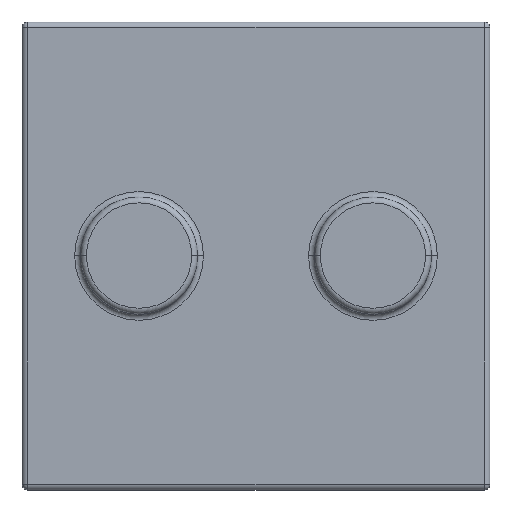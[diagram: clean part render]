
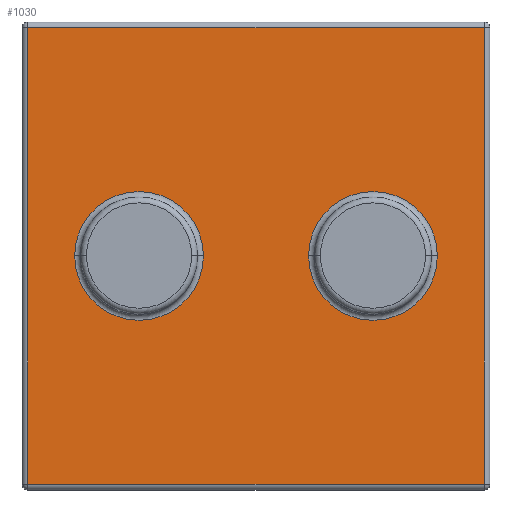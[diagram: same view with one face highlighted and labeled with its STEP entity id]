
A CAD part, top view. The second image highlights one B-rep face of the part: STEP entity #1030.
In plain terms, the highlighted planar face has unit normal (0, 0, 1).
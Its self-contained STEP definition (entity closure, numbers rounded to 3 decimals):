
#5 = VERTEX_POINT ( 'NONE', #466 ) ;
#19 = DIRECTION ( 'NONE',  ( 1., 0., 0. ) ) ;
#30 = PLANE ( 'NONE',  #75 ) ;
#49 = DIRECTION ( 'NONE',  ( 1., 0., 0. ) ) ;
#51 = EDGE_CURVE ( 'NONE', #692, #966, #834, .T. ) ;
#66 = CARTESIAN_POINT ( 'NONE',  ( 310., 0., 100. ) ) ;
#75 = AXIS2_PLACEMENT_3D ( 'NONE', #1306, #821, #384 ) ;
#77 = ORIENTED_EDGE ( 'NONE', *, *, #250, .T. ) ;
#101 = EDGE_CURVE ( 'NONE', #261, #268, #382, .T. ) ;
#107 = VECTOR ( 'NONE', #1101, 1000. ) ;
#169 = ORIENTED_EDGE ( 'NONE', *, *, #1239, .T. ) ;
#186 = AXIS2_PLACEMENT_3D ( 'NONE', #1073, #847, #49 ) ;
#221 = CARTESIAN_POINT ( 'NONE',  ( -90., 0., 100. ) ) ;
#250 = EDGE_CURVE ( 'NONE', #1128, #5, #1094, .T. ) ;
#261 = VERTEX_POINT ( 'NONE', #66 ) ;
#268 = VERTEX_POINT ( 'NONE', #857 ) ;
#306 = EDGE_LOOP ( 'NONE', ( #904, #639 ) ) ;
#328 = LINE ( 'NONE', #1304, #1219 ) ;
#355 = AXIS2_PLACEMENT_3D ( 'NONE', #1395, #695, #19 ) ;
#362 = CIRCLE ( 'NONE', #1257, 110. ) ;
#370 = DIRECTION ( 'NONE',  ( 1., 0., 0. ) ) ;
#382 = CIRCLE ( 'NONE', #928, 110. ) ;
#384 = DIRECTION ( 'NONE',  ( 1., 0., 0. ) ) ;
#413 = CARTESIAN_POINT ( 'NONE',  ( -310., 0., 100. ) ) ;
#431 = DIRECTION ( 'NONE',  ( 0., 0., -1. ) ) ;
#456 = LINE ( 'NONE', #517, #107 ) ;
#466 = CARTESIAN_POINT ( 'NONE',  ( 390., 390., 100. ) ) ;
#502 = CARTESIAN_POINT ( 'NONE',  ( 390., -390., 100. ) ) ;
#517 = CARTESIAN_POINT ( 'NONE',  ( -390., -400., 100. ) ) ;
#592 = ORIENTED_EDGE ( 'NONE', *, *, #972, .T. ) ;
#612 = LINE ( 'NONE', #867, #1179 ) ;
#639 = ORIENTED_EDGE ( 'NONE', *, *, #1204, .T. ) ;
#654 = EDGE_LOOP ( 'NONE', ( #777, #592 ) ) ;
#667 = VERTEX_POINT ( 'NONE', #1163 ) ;
#692 = VERTEX_POINT ( 'NONE', #221 ) ;
#695 = DIRECTION ( 'NONE',  ( 0., 0., -1. ) ) ;
#737 = CARTESIAN_POINT ( 'NONE',  ( 390., 400., 100. ) ) ;
#740 = CIRCLE ( 'NONE', #186, 110. ) ;
#744 = VECTOR ( 'NONE', #1442, 1000. ) ;
#748 = DIRECTION ( 'NONE',  ( -1., 0., 0. ) ) ;
#751 = EDGE_CURVE ( 'NONE', #1393, #667, #456, .T. ) ;
#777 = ORIENTED_EDGE ( 'NONE', *, *, #101, .T. ) ;
#821 = DIRECTION ( 'NONE',  ( 0., 0., 1. ) ) ;
#834 = CIRCLE ( 'NONE', #355, 110. ) ;
#847 = DIRECTION ( 'NONE',  ( 0., 0., -1. ) ) ;
#848 = FACE_OUTER_BOUND ( 'NONE', #1008, .T. ) ;
#857 = CARTESIAN_POINT ( 'NONE',  ( 90., 0., 100. ) ) ;
#867 = CARTESIAN_POINT ( 'NONE',  ( -400., 390., 100. ) ) ;
#885 = FACE_BOUND ( 'NONE', #654, .T. ) ;
#897 = CARTESIAN_POINT ( 'NONE',  ( 200., 0., 100. ) ) ;
#904 = ORIENTED_EDGE ( 'NONE', *, *, #51, .T. ) ;
#928 = AXIS2_PLACEMENT_3D ( 'NONE', #1295, #940, #370 ) ;
#940 = DIRECTION ( 'NONE',  ( 0., 0., -1. ) ) ;
#961 = DIRECTION ( 'NONE',  ( 1., 0., 0. ) ) ;
#965 = EDGE_CURVE ( 'NONE', #5, #1393, #612, .T. ) ;
#966 = VERTEX_POINT ( 'NONE', #413 ) ;
#968 = ORIENTED_EDGE ( 'NONE', *, *, #965, .T. ) ;
#972 = EDGE_CURVE ( 'NONE', #268, #261, #362, .T. ) ;
#1008 = EDGE_LOOP ( 'NONE', ( #77, #968, #1422, #169 ) ) ;
#1030 = ADVANCED_FACE ( 'NONE', ( #848, #885, #1287 ), #30, .T. ) ;
#1073 = CARTESIAN_POINT ( 'NONE',  ( -200., 0., 100. ) ) ;
#1094 = LINE ( 'NONE', #737, #744 ) ;
#1101 = DIRECTION ( 'NONE',  ( 0., -1., 0. ) ) ;
#1128 = VERTEX_POINT ( 'NONE', #502 ) ;
#1160 = DIRECTION ( 'NONE',  ( 1., 0., 0. ) ) ;
#1163 = CARTESIAN_POINT ( 'NONE',  ( -390., -390., 100. ) ) ;
#1179 = VECTOR ( 'NONE', #748, 1000. ) ;
#1204 = EDGE_CURVE ( 'NONE', #966, #692, #740, .T. ) ;
#1219 = VECTOR ( 'NONE', #961, 1000. ) ;
#1239 = EDGE_CURVE ( 'NONE', #667, #1128, #328, .T. ) ;
#1257 = AXIS2_PLACEMENT_3D ( 'NONE', #897, #431, #1160 ) ;
#1287 = FACE_BOUND ( 'NONE', #306, .T. ) ;
#1295 = CARTESIAN_POINT ( 'NONE',  ( 200., 0., 100. ) ) ;
#1304 = CARTESIAN_POINT ( 'NONE',  ( 400., -390., 100. ) ) ;
#1306 = CARTESIAN_POINT ( 'NONE',  ( 0., 0., 100. ) ) ;
#1393 = VERTEX_POINT ( 'NONE', #1454 ) ;
#1395 = CARTESIAN_POINT ( 'NONE',  ( -200., 0., 100. ) ) ;
#1422 = ORIENTED_EDGE ( 'NONE', *, *, #751, .T. ) ;
#1442 = DIRECTION ( 'NONE',  ( 0., 1., 0. ) ) ;
#1454 = CARTESIAN_POINT ( 'NONE',  ( -390., 390., 100. ) ) ;
